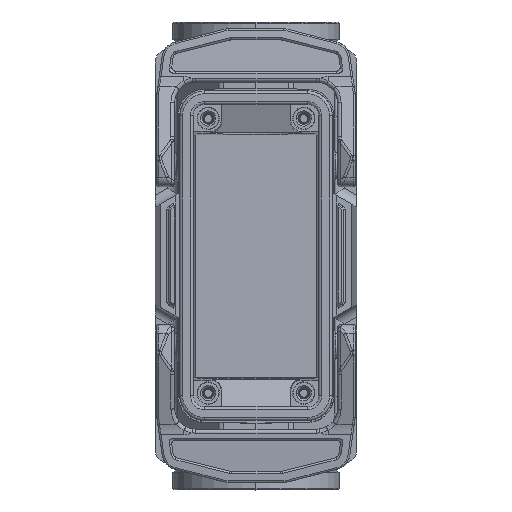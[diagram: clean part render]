
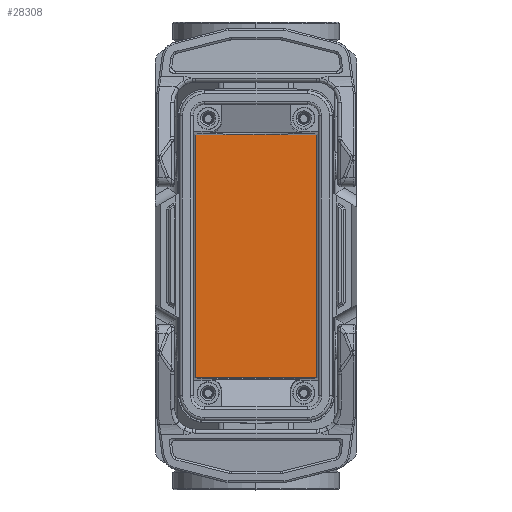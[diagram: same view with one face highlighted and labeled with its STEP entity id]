
A CAD part, top view. The second image highlights one B-rep face of the part: STEP entity #28308.
In plain terms, the highlighted planar face has unit normal (0, 0, 1).
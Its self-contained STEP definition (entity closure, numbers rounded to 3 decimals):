
#2188=AXIS2_PLACEMENT_3D('Plane Axis2P3D',#2185,#2186,#2187) ;
#2185=CARTESIAN_POINT('Axis2P3D Location',(5.715,-20.75,5.)) ;
#27576=CARTESIAN_POINT('Vertex',(11.374,100.305,5.)) ;
#27579=CARTESIAN_POINT('Line Origine',(28.5,100.305,5.)) ;
#27583=CARTESIAN_POINT('Vertex',(45.626,100.305,5.)) ;
#28259=CARTESIAN_POINT('Vertex',(11.374,31.695,5.)) ;
#28262=CARTESIAN_POINT('Line Origine',(11.374,66.,5.)) ;
#28290=CARTESIAN_POINT('Line Origine',(28.5,31.695,5.)) ;
#28294=CARTESIAN_POINT('Vertex',(45.626,31.695,5.)) ;
#28297=CARTESIAN_POINT('Line Origine',(45.626,66.,5.)) ;
#2186=DIRECTION('Axis2P3D Direction',(0.,0.,1.)) ;
#2187=DIRECTION('Axis2P3D XDirection',(1.,0.,0.)) ;
#27580=DIRECTION('Vector Direction',(1.,0.,0.)) ;
#28263=DIRECTION('Vector Direction',(0.,1.,0.)) ;
#28291=DIRECTION('Vector Direction',(-1.,0.,0.)) ;
#28298=DIRECTION('Vector Direction',(0.,-1.,0.)) ;
#27581=VECTOR('Line Direction',#27580,1.) ;
#28264=VECTOR('Line Direction',#28263,1.) ;
#28292=VECTOR('Line Direction',#28291,1.) ;
#28299=VECTOR('Line Direction',#28298,1.) ;
#28303=ORIENTED_EDGE('',*,*,#28266,.F.) ;
#28304=ORIENTED_EDGE('',*,*,#28296,.F.) ;
#28305=ORIENTED_EDGE('',*,*,#28301,.F.) ;
#28306=ORIENTED_EDGE('',*,*,#27585,.F.) ;
#28308=ADVANCED_FACE('MANIFOLD_SOLID_BREP #108',(#28307),#2189,.T.) ;
#27585=EDGE_CURVE('',#27577,#27584,#27582,.T.) ;
#28266=EDGE_CURVE('',#28260,#27577,#28265,.T.) ;
#28296=EDGE_CURVE('',#28295,#28260,#28293,.T.) ;
#28301=EDGE_CURVE('',#27584,#28295,#28300,.T.) ;
#28302=EDGE_LOOP('',(#28303,#28304,#28305,#28306)) ;
#28307=FACE_OUTER_BOUND('',#28302,.T.) ;
#27582=LINE('Line',#27579,#27581) ;
#28265=LINE('Line',#28262,#28264) ;
#28293=LINE('Line',#28290,#28292) ;
#28300=LINE('Line',#28297,#28299) ;
#2189=PLANE('',#2188) ;
#27577=VERTEX_POINT('',#27576) ;
#27584=VERTEX_POINT('',#27583) ;
#28260=VERTEX_POINT('',#28259) ;
#28295=VERTEX_POINT('',#28294) ;
